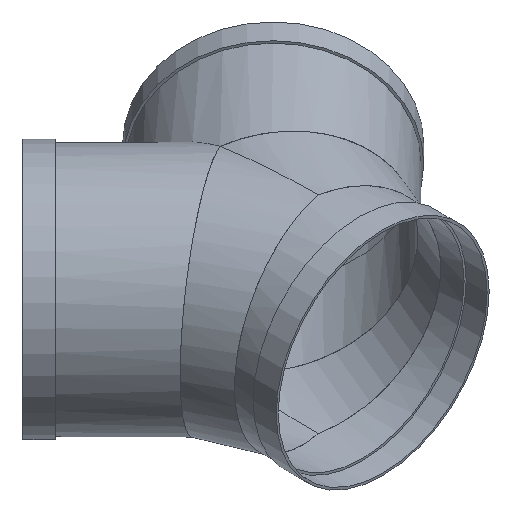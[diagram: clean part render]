
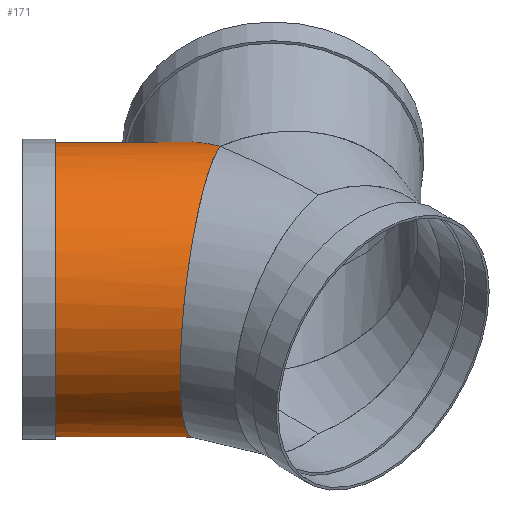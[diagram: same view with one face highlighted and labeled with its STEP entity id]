
A CAD part, isometric view. The second image highlights one B-rep face of the part: STEP entity #171.
In plain terms, the highlighted cylindrical face has radius 300 mm (diameter 600 mm), a full revolution.
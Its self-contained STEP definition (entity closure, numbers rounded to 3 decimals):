
#171 = ADVANCED_FACE( '', ( #300, #301 ), #302, .T. );
#300 = FACE_OUTER_BOUND( '', #400, .T. );
#301 = FACE_OUTER_BOUND( '', #401, .T. );
#302 = CYLINDRICAL_SURFACE( '', #402, 300. );
#400 = EDGE_LOOP( '', ( #565 ) );
#401 = EDGE_LOOP( '', ( #566, #567 ) );
#402 = AXIS2_PLACEMENT_3D( '', #568, #569, #570 );
#565 = ORIENTED_EDGE( '', *, *, #615, .T. );
#566 = ORIENTED_EDGE( '', *, *, #613, .F. );
#567 = ORIENTED_EDGE( '', *, *, #580, .F. );
#568 = CARTESIAN_POINT( '', ( 248.528, 66., 0. ) );
#569 = DIRECTION( '', ( 0.707, -0.707, 0. ) );
#570 = DIRECTION( '', ( -0.707, -0.707, 0. ) );
#580 = EDGE_CURVE( '', #639, #642, #643, .T. );
#613 = EDGE_CURVE( '', #642, #639, #693, .T. );
#615 = EDGE_CURVE( '', #695, #695, #696, .T. );
#639 = VERTEX_POINT( '', #727 );
#642 = VERTEX_POINT( '', #731 );
#643 = ELLIPSE( '', #732, 305.877, 300. );
#693 = ELLIPSE( '', #788, 424.264, 300. );
#695 = VERTEX_POINT( '', #790 );
#696 = CIRCLE( '', #791, 300. );
#727 = CARTESIAN_POINT( '', ( 0., 466.907, 279.983 ) );
#731 = CARTESIAN_POINT( '', ( 0., 466.907, -279.983 ) );
#732 = AXIS2_PLACEMENT_3D( '', #823, #824, #825 );
#788 = AXIS2_PLACEMENT_3D( '', #883, #884, #885 );
#790 = CARTESIAN_POINT( '', ( -525.047, 415.311, 0. ) );
#791 = AXIS2_PLACEMENT_3D( '', #886, #887, #888 );
#823 = CARTESIAN_POINT( '', ( -91.345, 405.873, 0. ) );
#824 = DIRECTION( '', ( 0.556, -0.831, 0. ) );
#825 = DIRECTION( '', ( -0.831, -0.556, 0. ) );
#883 = CARTESIAN_POINT( '', ( 0., 314.528, 0. ) );
#884 = DIRECTION( '', ( 1., 0., 0. ) );
#885 = DIRECTION( '', ( 0., 1., 0. ) );
#886 = CARTESIAN_POINT( '', ( -312.915, 627.443, 0. ) );
#887 = DIRECTION( '', ( 0.707, -0.707, 0. ) );
#888 = DIRECTION( '', ( -0.707, -0.707, 0. ) );
